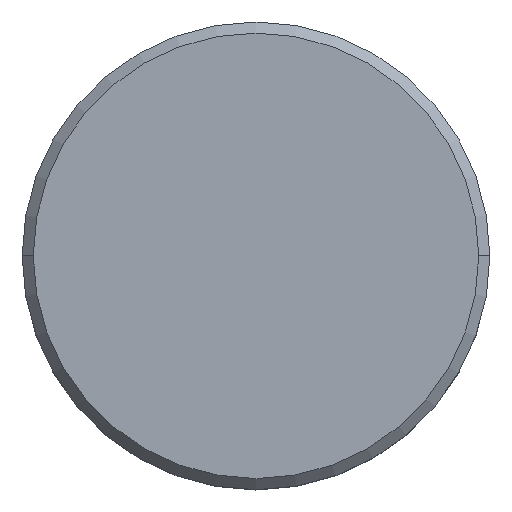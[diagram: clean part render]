
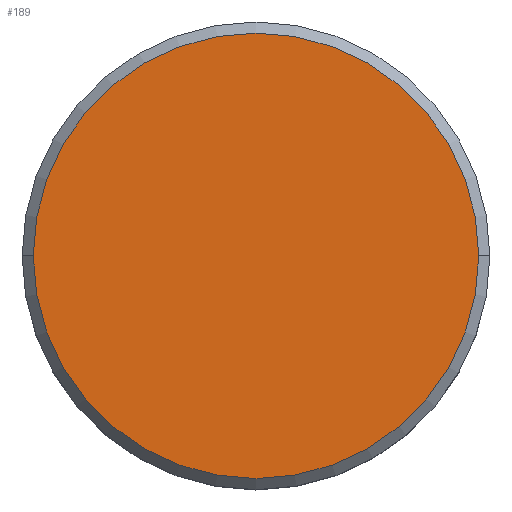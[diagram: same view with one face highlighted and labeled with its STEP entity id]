
A CAD part, top view. The second image highlights one B-rep face of the part: STEP entity #189.
In plain terms, the highlighted planar face has unit normal (0, 0, 1).
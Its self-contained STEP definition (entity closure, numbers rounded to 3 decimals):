
#47 = VERTEX_POINT ( 'NONE', #384 ) ;
#58 = AXIS2_PLACEMENT_3D ( 'NONE', #256, #518, #292 ) ;
#64 = EDGE_CURVE ( 'NONE', #47, #161, #248, .T. ) ;
#72 = CARTESIAN_POINT ( 'NONE',  ( 0., 0., 0. ) ) ;
#78 = DIRECTION ( 'NONE',  ( 0., 0., 1. ) ) ;
#142 = ORIENTED_EDGE ( 'NONE', *, *, #64, .T. ) ;
#161 = VERTEX_POINT ( 'NONE', #170 ) ;
#170 = CARTESIAN_POINT ( 'NONE',  ( 10., 0., 0. ) ) ;
#178 = AXIS2_PLACEMENT_3D ( 'NONE', #72, #386, #258 ) ;
#189 = ADVANCED_FACE ( 'NONE', ( #546 ), #322, .T. ) ;
#223 = DIRECTION ( 'NONE',  ( 1., 0., 0. ) ) ;
#248 = CIRCLE ( 'NONE', #178, 10. ) ;
#256 = CARTESIAN_POINT ( 'NONE',  ( 0., 0., 0. ) ) ;
#258 = DIRECTION ( 'NONE',  ( 1., 0., 0. ) ) ;
#289 = EDGE_LOOP ( 'NONE', ( #142, #415 ) ) ;
#292 = DIRECTION ( 'NONE',  ( 1., 0., 0. ) ) ;
#303 = CIRCLE ( 'NONE', #58, 10. ) ;
#305 = AXIS2_PLACEMENT_3D ( 'NONE', #542, #78, #223 ) ;
#322 = PLANE ( 'NONE',  #305 ) ;
#384 = CARTESIAN_POINT ( 'NONE',  ( -10., 0., 0. ) ) ;
#386 = DIRECTION ( 'NONE',  ( 0., 0., 1. ) ) ;
#415 = ORIENTED_EDGE ( 'NONE', *, *, #521, .T. ) ;
#518 = DIRECTION ( 'NONE',  ( 0., 0., 1. ) ) ;
#521 = EDGE_CURVE ( 'NONE', #161, #47, #303, .T. ) ;
#542 = CARTESIAN_POINT ( 'NONE',  ( 0., 0., 0. ) ) ;
#546 = FACE_OUTER_BOUND ( 'NONE', #289, .T. ) ;
